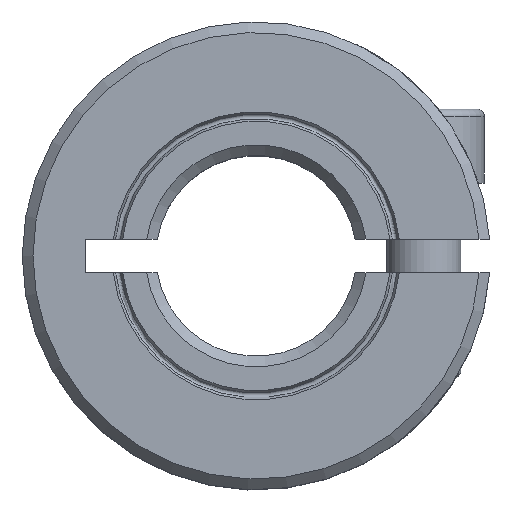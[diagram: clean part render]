
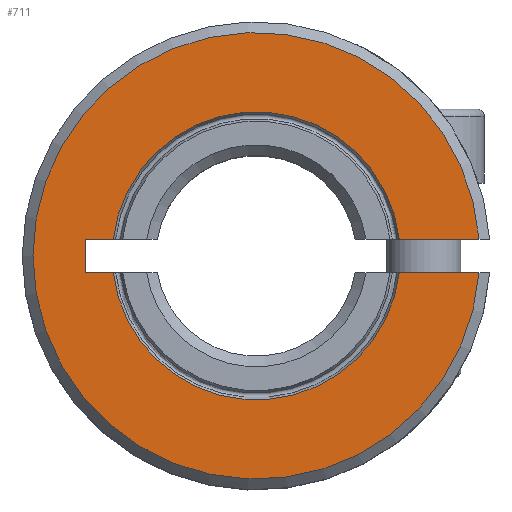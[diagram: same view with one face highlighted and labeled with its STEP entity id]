
A CAD part, top view. The second image highlights one B-rep face of the part: STEP entity #711.
In plain terms, the highlighted planar face has unit normal (0, 0, 1).
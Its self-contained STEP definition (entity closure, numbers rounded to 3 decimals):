
#33=PLANE($,#781);
#52=LINE($,#1185,#87);
#61=LINE($,#1245,#96);
#63=LINE($,#1252,#98);
#66=LINE($,#1276,#101);
#67=LINE($,#1279,#102);
#87=VECTOR($,#860,3.781);
#96=VECTOR($,#905,1.588);
#98=VECTOR($,#909,1.334);
#101=VECTOR($,#928,3.781);
#102=VECTOR($,#931,1.334);
#193=CIRCLE($,#770,10.605);
#194=CIRCLE($,#775,6.84);
#198=CIRCLE($,#782,6.84);
#226=FACE_OUTER_BOUND($,#273,.T.);
#273=EDGE_LOOP($,(#588,#589,#590,#591,#592,#593,#594,#595));
#330=VERTEX_POINT($,#1162);
#335=VERTEX_POINT($,#1181);
#348=VERTEX_POINT($,#1232);
#349=VERTEX_POINT($,#1242);
#350=VERTEX_POINT($,#1244);
#351=VERTEX_POINT($,#1248);
#358=VERTEX_POINT($,#1275);
#359=VERTEX_POINT($,#1277);
#411=EDGE_CURVE($,#330,#335,#52,.T.);
#430=EDGE_CURVE($,#348,#335,#193,.T.);
#434=EDGE_CURVE($,#349,#350,#61,.T.);
#437=EDGE_CURVE($,#351,#349,#63,.T.);
#438=EDGE_CURVE($,#351,#330,#194,.T.);
#446=EDGE_CURVE($,#348,#358,#66,.T.);
#447=EDGE_CURVE($,#358,#359,#198,.T.);
#448=EDGE_CURVE($,#359,#350,#67,.T.);
#588=ORIENTED_EDGE($,*,*,#438,.T.);
#589=ORIENTED_EDGE($,*,*,#411,.T.);
#590=ORIENTED_EDGE($,*,*,#430,.F.);
#591=ORIENTED_EDGE($,*,*,#446,.T.);
#592=ORIENTED_EDGE($,*,*,#447,.T.);
#593=ORIENTED_EDGE($,*,*,#448,.T.);
#594=ORIENTED_EDGE($,*,*,#434,.F.);
#595=ORIENTED_EDGE($,*,*,#437,.F.);
#711=ADVANCED_FACE($,(#226),#33,.T.);
#770=AXIS2_PLACEMENT_3D($,#1233,#898,#899);
#775=AXIS2_PLACEMENT_3D($,#1254,#912,#913);
#781=AXIS2_PLACEMENT_3D($,#1274,#926,#927);
#782=AXIS2_PLACEMENT_3D($,#1278,#929,#930);
#860=DIRECTION($,(1.,0.,0.));
#898=DIRECTION('center_axis',(0.,0.,
-1.));
#899=DIRECTION('ref_axis',(-1.,0.,0.));
#905=DIRECTION($,(0.,-1.,0.));
#909=DIRECTION($,(-1.,0.,0.));
#912=DIRECTION('center_axis',(0.,0.,
-1.));
#913=DIRECTION('ref_axis',(-0.993,0.116,0.));
#926=DIRECTION('center_axis',(0.,0.,1.));
#927=DIRECTION('ref_axis',(1.,0.,0.));
#928=DIRECTION($,(-1.,0.,0.));
#929=DIRECTION('center_axis',(0.,0.,
-1.));
#930=DIRECTION('ref_axis',(0.993,-0.116,0.));
#931=DIRECTION($,(-1.,0.,0.));
#1162=CARTESIAN_POINT('',(6.794,0.794,8.712));
#1181=CARTESIAN_POINT('',(10.575,0.794,8.712));
#1185=CARTESIAN_POINT($,(6.794,0.794,8.712));
#1232=CARTESIAN_POINT('',(10.575,-0.794,8.712));
#1233=CARTESIAN_POINT('Origin',(0.,0.,
8.712));
#1242=CARTESIAN_POINT('',(-8.128,0.794,8.712));
#1244=CARTESIAN_POINT('',(-8.128,-0.794,8.712));
#1245=CARTESIAN_POINT($,(-8.128,0.794,8.712));
#1248=CARTESIAN_POINT('',(-6.794,0.794,8.712));
#1252=CARTESIAN_POINT($,(-6.794,0.794,8.712));
#1254=CARTESIAN_POINT('Origin',(0.,0.,
8.712));
#1274=CARTESIAN_POINT('Origin',(-0.015,-10.732,8.712));
#1275=CARTESIAN_POINT('',(6.794,-0.794,8.712));
#1276=CARTESIAN_POINT($,(10.575,-0.794,8.712));
#1277=CARTESIAN_POINT('',(-6.794,-0.794,8.712));
#1278=CARTESIAN_POINT('Origin',(0.,0.,
8.712));
#1279=CARTESIAN_POINT($,(-6.794,-0.794,8.712));
